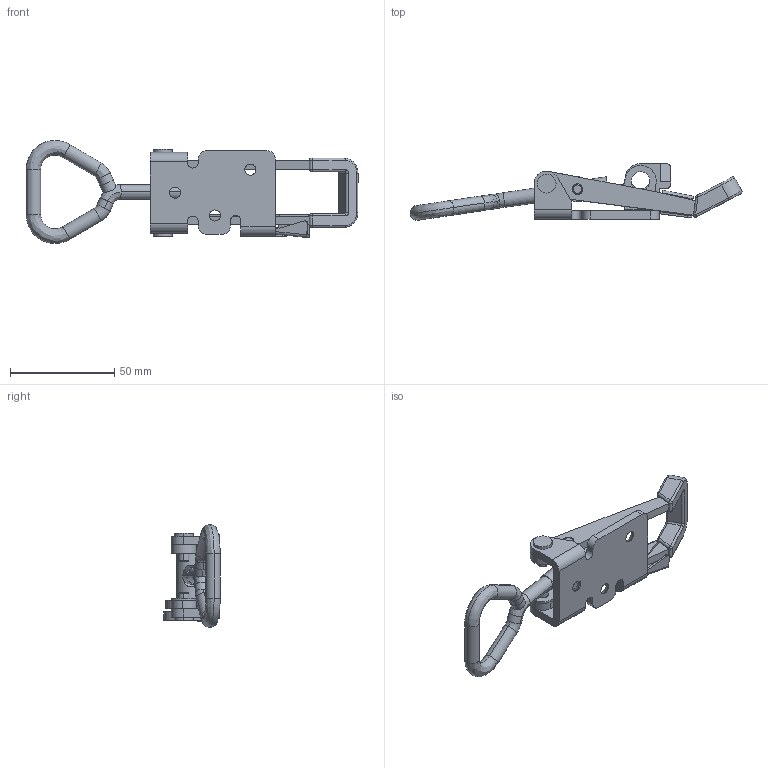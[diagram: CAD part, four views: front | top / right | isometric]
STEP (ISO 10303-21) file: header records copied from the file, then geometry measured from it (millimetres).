
FILE_DESCRIPTION (( 'STEP AP214' ), '1' );
FILE_NAME ('520977 - 704 LC ZP Red handle.STEP', '2017-02-06T08:08:20', ( '' ), ( '' ), 'SwSTEP 2.0', 'SolidWorks 2015', '' );
FILE_SCHEMA (( 'AUTOMOTIVE_DESIGN' ));
Length unit declared in the file: millimetre
Products named in the file (7): 721276 - Bygel 704 L廛鐷la Plastad Red; 703 - Skruvögla; 704 - Mid Cylinder; 704 - Rivet Gradin; 722861 - Platta 704 LC FZB Spärr; 520977 - 704 LC ZP Red handle; 704 - Safety Catch
Assembly tree (7 placements, depth 2):
  520977 - 704 LC ZP Red handle
    722861 - Platta 704 LC FZB Spärr
    704 - Rivet Gradin  x2
    704 - Mid Cylinder
    703 - Skruvögla
    704 - Safety Catch
    721276 - Bygel 704 L廛鐷la Plastad Red
Bounding box: 159.07 x 27.1 x 49.37 mm (x, y, z)
Volume: 32095.8 mm3; surface area: 22675.7 mm2
Topology: 7 solids, 7 shells, 272 faces, 638 edges, 382 vertices
Faces by surface type: cylinder 115, plane 103, cone 18, bspline 18, torus 10, sphere 8
Entity records: 8800 total; most frequent: CARTESIAN_POINT 1857, DIRECTION 1354, ORIENTED_EDGE 1216, EDGE_CURVE 608, AXIS2_PLACEMENT_3D 515, VERTEX_POINT 364, LINE 324, VECTOR 324
